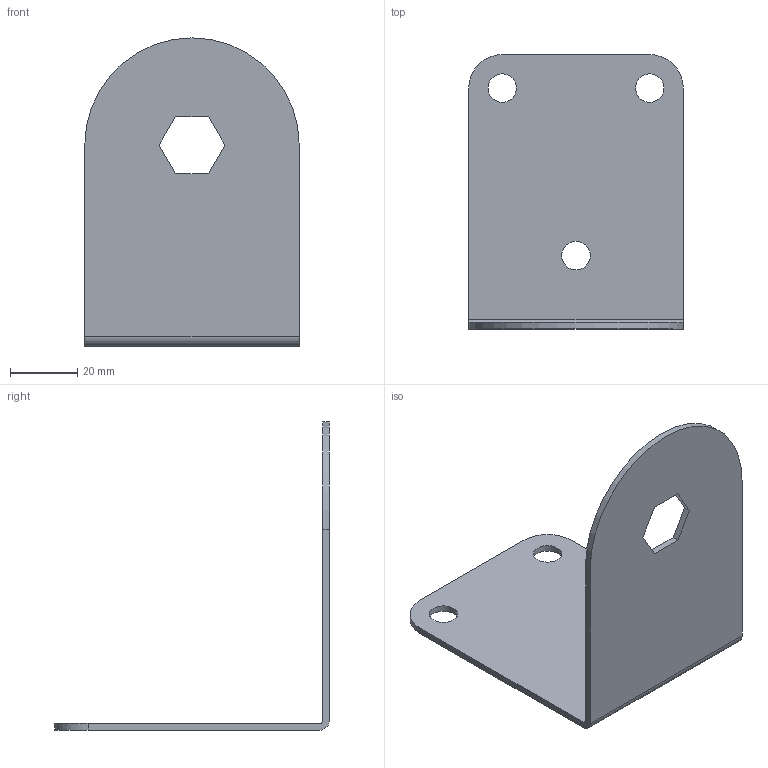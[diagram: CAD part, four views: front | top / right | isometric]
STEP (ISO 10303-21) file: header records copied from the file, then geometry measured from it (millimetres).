
FILE_DESCRIPTION(/* description */ ('Unknown'),/* implementation_level */ '2;1');
FILE_NAME(/* name */ '040008540_Halteblech_Ansaugverteiler_13_12_2023',/* time_stamp */ '2023-12-13T14:05:13+01:00',/* author */ ('Unknown'),/* organization */ ('Unknown'),/* preprocessor_version */ 'ST-DEVELOPER v18.104',/* originating_system */ 'Solid Edge',/* authorisation */ 'Unknown');
FILE_SCHEMA (('AUTOMOTIVE_DESIGN {1 0 10303 214 3 1 1}'));
Length unit declared in the file: millimetre
Products named in the file (1): 34516_040008540_Halteblech_Ansaugverteiler___-_00456658
Bounding box: 64 x 82 x 92 mm (x, y, z)
Volume: 20100.2 mm3; surface area: 21246.7 mm2
Topology: 1 solids, 1 shells, 21 faces, 57 edges, 38 vertices
Faces by surface type: plane 13, cylinder 8
Full cylindrical faces by diameter (mm): 8.5 x3
Entity records: 698 total; most frequent: DIRECTION 114, CARTESIAN_POINT 114, ORIENTED_EDGE 108, EDGE_CURVE 54, VERTEX_POINT 38, LINE 38, VECTOR 38, AXIS2_PLACEMENT_3D 38
